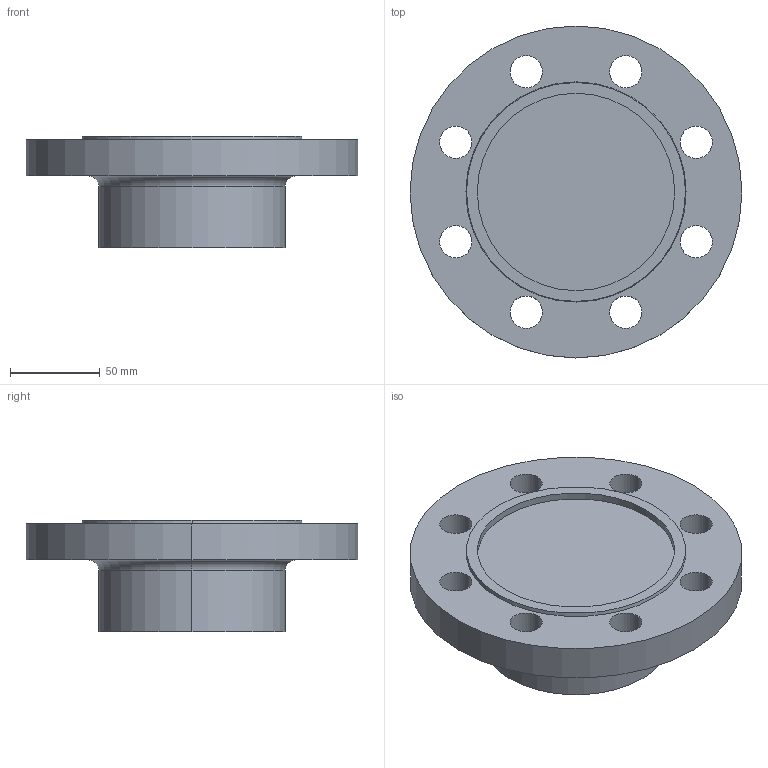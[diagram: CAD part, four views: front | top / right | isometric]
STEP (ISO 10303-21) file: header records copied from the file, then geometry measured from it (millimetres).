
FILE_DESCRIPTION (( 'STEP AP214' ), '1' );
FILE_NAME ('PN40 DN65 Type 21(i) - Type F Face.STEP', '2019-01-01T16:20:39', ( '' ), ( '' ), 'SwSTEP 2.0', 'SolidWorks 2019', '' );
FILE_SCHEMA (( 'AUTOMOTIVE_DESIGN' ));
Length unit declared in the file: millimetre
Products named in the file (1): PN40 DN65 Type 21(i) - Type F Face
Bounding box: 185 x 185 x 62 mm (x, y, z)
Volume: 824775.8 mm3; surface area: 84631.7 mm2
Topology: 1 solids, 1 shells, 31 faces, 76 edges, 50 vertices
Faces by surface type: cylinder 22, plane 5, torus 2, cone 2
Entity records: 1012 total; most frequent: DIRECTION 192, CARTESIAN_POINT 158, ORIENTED_EDGE 152, AXIS2_PLACEMENT_3D 84, EDGE_CURVE 76, CIRCLE 52, EDGE_LOOP 50, VERTEX_POINT 50
